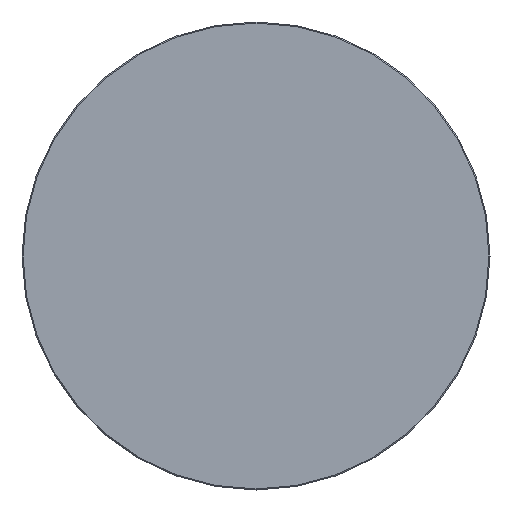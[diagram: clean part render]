
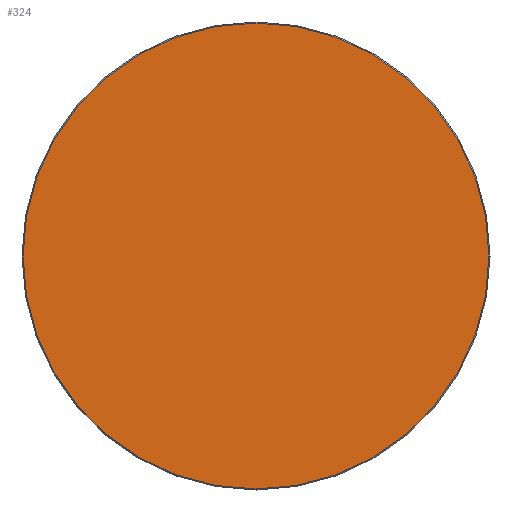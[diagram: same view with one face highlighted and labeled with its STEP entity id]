
A CAD part, left-side view. The second image highlights one B-rep face of the part: STEP entity #324.
In plain terms, the highlighted planar face has unit normal (-1, 0, 0).
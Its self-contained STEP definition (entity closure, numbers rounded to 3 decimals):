
#61 = ORIENTED_EDGE ( 'NONE', *, *, #302, .T. ) ;
#122 = AXIS2_PLACEMENT_3D ( 'NONE', #745, #273, #1456 ) ;
#266 = CARTESIAN_POINT ( 'NONE',  ( 0., 0., 0. ) ) ;
#273 = DIRECTION ( 'NONE',  ( -1., 0., 0. ) ) ;
#280 = FACE_OUTER_BOUND ( 'NONE', #1004, .T. ) ;
#302 = EDGE_CURVE ( 'NONE', #1001, #561, #593, .T. ) ;
#324 = ADVANCED_FACE ( 'NONE', ( #280 ), #398, .F. ) ;
#389 = CIRCLE ( 'NONE', #1304, 67.7 ) ;
#398 = PLANE ( 'NONE',  #560 ) ;
#431 = CARTESIAN_POINT ( 'NONE',  ( 0., 0., 67.7 ) ) ;
#560 = AXIS2_PLACEMENT_3D ( 'NONE', #266, #862, #749 ) ;
#561 = VERTEX_POINT ( 'NONE', #431 ) ;
#582 = ORIENTED_EDGE ( 'NONE', *, *, #770, .T. ) ;
#593 = CIRCLE ( 'NONE', #122, 67.7 ) ;
#745 = CARTESIAN_POINT ( 'NONE',  ( 0., 0., 0. ) ) ;
#749 = DIRECTION ( 'NONE',  ( 0., 0., -1. ) ) ;
#770 = EDGE_CURVE ( 'NONE', #561, #1001, #389, .T. ) ;
#813 = CARTESIAN_POINT ( 'NONE',  ( 0., 0., -67.7 ) ) ;
#862 = DIRECTION ( 'NONE',  ( 1., 0., 0. ) ) ;
#864 = DIRECTION ( 'NONE',  ( -1., 0., 0. ) ) ;
#1001 = VERTEX_POINT ( 'NONE', #813 ) ;
#1004 = EDGE_LOOP ( 'NONE', ( #61, #582 ) ) ;
#1304 = AXIS2_PLACEMENT_3D ( 'NONE', #1308, #864, #1440 ) ;
#1308 = CARTESIAN_POINT ( 'NONE',  ( 0., 0., 0. ) ) ;
#1440 = DIRECTION ( 'NONE',  ( 0., 0., 1. ) ) ;
#1456 = DIRECTION ( 'NONE',  ( 0., 0., 1. ) ) ;
